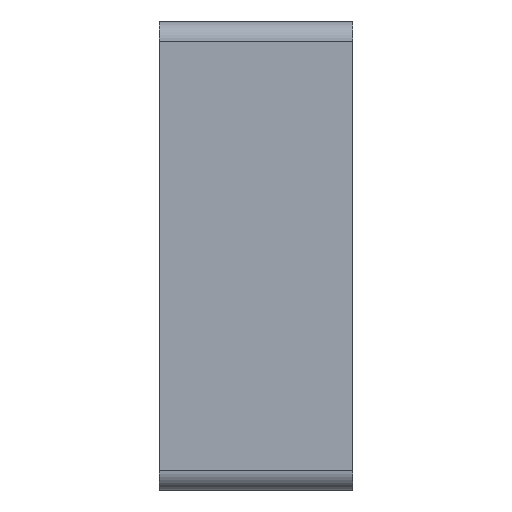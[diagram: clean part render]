
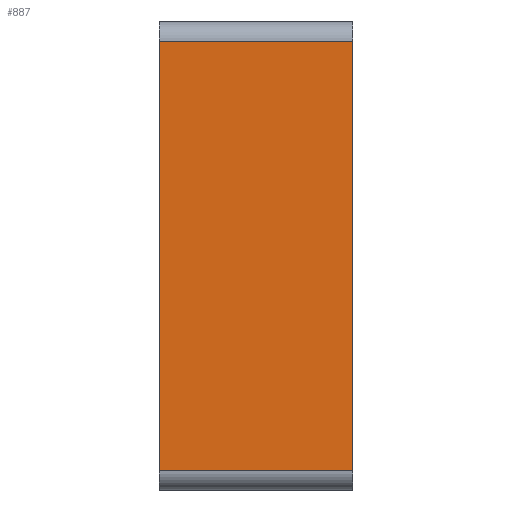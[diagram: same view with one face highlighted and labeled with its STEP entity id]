
A CAD part, left-side view. The second image highlights one B-rep face of the part: STEP entity #887.
In plain terms, the highlighted planar face has unit normal (-1, 0, 0).
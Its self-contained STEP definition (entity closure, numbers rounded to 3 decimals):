
#326=CARTESIAN_POINT('',(-135.5,97.0,-111.));
#327=VERTEX_POINT('',#326);
#337=CARTESIAN_POINT('',(-135.5,97.0,111.));
#338=VERTEX_POINT('',#337);
#339=CARTESIAN_POINT('',(-135.5,97.0,-111.));
#340=DIRECTION('',(0.0,0.0,1.0));
#341=VECTOR('',#340,222.);
#342=LINE('',#339,#341);
#343=EDGE_CURVE('',#327,#338,#342,.T.);
#661=CARTESIAN_POINT('',(-135.5,-3.0,-111.));
#662=VERTEX_POINT('',#661);
#670=CARTESIAN_POINT('',(-135.5,-3.0,-111.));
#671=DIRECTION('',(0.0,1.0,0.0));
#672=VECTOR('',#671,100.0);
#673=LINE('',#670,#672);
#674=EDGE_CURVE('',#662,#327,#673,.T.);
#727=CARTESIAN_POINT('',(-135.5,-3.0,111.));
#728=VERTEX_POINT('',#727);
#736=CARTESIAN_POINT('',(-135.5,-3.0,111.));
#737=DIRECTION('',(0.0,0.0,-1.0));
#738=VECTOR('',#737,222.);
#739=LINE('',#736,#738);
#740=EDGE_CURVE('',#728,#662,#739,.T.);
#853=CARTESIAN_POINT('',(-135.5,97.0,111.));
#854=DIRECTION('',(0.0,-1.0,0.0));
#855=VECTOR('',#854,100.0);
#856=LINE('',#853,#855);
#857=EDGE_CURVE('',#338,#728,#856,.T.);
#876=CARTESIAN_POINT('',(-135.5,0.0,-121.));
#877=DIRECTION('',(-1.0,0.0,0.0));
#878=DIRECTION('',(0.0,0.0,1.0));
#879=AXIS2_PLACEMENT_3D('',#876,#877,#878);
#880=PLANE('',#879);
#881=ORIENTED_EDGE('',*,*,#674,.F.);
#882=ORIENTED_EDGE('',*,*,#740,.F.);
#883=ORIENTED_EDGE('',*,*,#857,.F.);
#884=ORIENTED_EDGE('',*,*,#343,.F.);
#885=EDGE_LOOP('',(#881,#882,#883,#884));
#886=FACE_OUTER_BOUND('',#885,.T.);
#887=ADVANCED_FACE('',(#886),#880,.T.);
